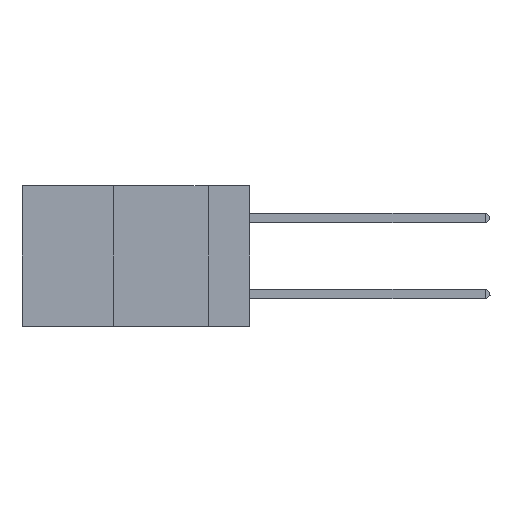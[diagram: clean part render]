
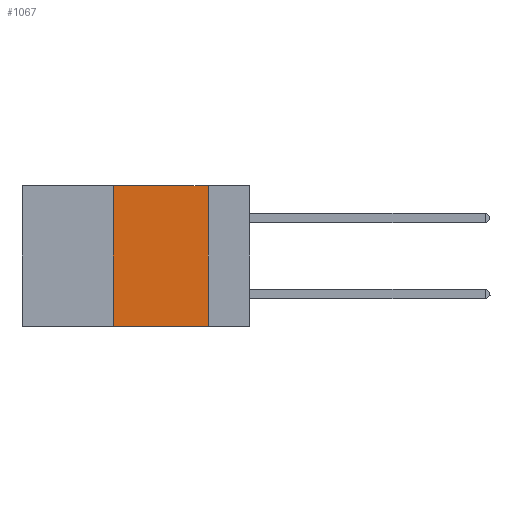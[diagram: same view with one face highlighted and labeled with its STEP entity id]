
A CAD part, left-side view. The second image highlights one B-rep face of the part: STEP entity #1067.
In plain terms, the highlighted planar face has unit normal (-1, 0, 0).
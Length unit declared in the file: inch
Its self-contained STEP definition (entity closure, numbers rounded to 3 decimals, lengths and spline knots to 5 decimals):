
#209 = VERTEX_POINT ( 'NONE', #873 ) ;
#315 = ORIENTED_EDGE ( 'NONE', *, *, #9261, .T. ) ;
#873 = CARTESIAN_POINT ( 'NONE',  ( 0., 0.11, 0. ) ) ;
#1040 = VECTOR ( 'NONE', #8276, 39.37008 ) ;
#1067 = ADVANCED_FACE ( 'NONE', ( #3503 ), #2124, .F. ) ;
#1303 = ORIENTED_EDGE ( 'NONE', *, *, #11679, .F. ) ;
#1503 = EDGE_CURVE ( 'NONE', #209, #16230, #15962, .T. ) ;
#2124 = PLANE ( 'NONE',  #2166 ) ;
#2166 = AXIS2_PLACEMENT_3D ( 'NONE', #3654, #12458, #15301 ) ;
#2447 = CARTESIAN_POINT ( 'NONE',  ( 0., 0.36, 0. ) ) ;
#3503 = FACE_OUTER_BOUND ( 'NONE', #17486, .T. ) ;
#3654 = CARTESIAN_POINT ( 'NONE',  ( 0., 0.6, 0. ) ) ;
#3980 = ORIENTED_EDGE ( 'NONE', *, *, #1503, .F. ) ;
#4564 = VERTEX_POINT ( 'NONE', #4727 ) ;
#4727 = CARTESIAN_POINT ( 'NONE',  ( 0., 0.36, 0. ) ) ;
#5134 = VECTOR ( 'NONE', #17560, 39.37008 ) ;
#5576 = CARTESIAN_POINT ( 'NONE',  ( 0., 0.11, -0.37 ) ) ;
#8276 = DIRECTION ( 'NONE',  ( 0., -1., 0. ) ) ;
#8399 = CARTESIAN_POINT ( 'NONE',  ( 0., 0.6, 0. ) ) ;
#9165 = LINE ( 'NONE', #8399, #1040 ) ;
#9261 = EDGE_CURVE ( 'NONE', #11564, #16230, #13849, .T. ) ;
#9571 = VECTOR ( 'NONE', #15971, 39.37008 ) ;
#11000 = CARTESIAN_POINT ( 'NONE',  ( 0., 0.6, -0.37 ) ) ;
#11564 = VERTEX_POINT ( 'NONE', #13917 ) ;
#11679 = EDGE_CURVE ( 'NONE', #11564, #4564, #15372, .T. ) ;
#11799 = CARTESIAN_POINT ( 'NONE',  ( 0., 0.11, 0. ) ) ;
#12458 = DIRECTION ( 'NONE',  ( 1., 0., 0. ) ) ;
#13849 = LINE ( 'NONE', #11000, #9571 ) ;
#13917 = CARTESIAN_POINT ( 'NONE',  ( 0., 0.36, -0.37 ) ) ;
#13971 = DIRECTION ( 'NONE',  ( 0., 0., 1. ) ) ;
#15301 = DIRECTION ( 'NONE',  ( 0., 0., -1. ) ) ;
#15372 = LINE ( 'NONE', #2447, #17868 ) ;
#15962 = LINE ( 'NONE', #11799, #5134 ) ;
#15971 = DIRECTION ( 'NONE',  ( 0., -1., 0. ) ) ;
#16147 = EDGE_CURVE ( 'NONE', #4564, #209, #9165, .T. ) ;
#16230 = VERTEX_POINT ( 'NONE', #5576 ) ;
#17486 = EDGE_LOOP ( 'NONE', ( #3980, #17883, #1303, #315 ) ) ;
#17560 = DIRECTION ( 'NONE',  ( 0., 0., -1. ) ) ;
#17868 = VECTOR ( 'NONE', #13971, 39.37008 ) ;
#17883 = ORIENTED_EDGE ( 'NONE', *, *, #16147, .F. ) ;
